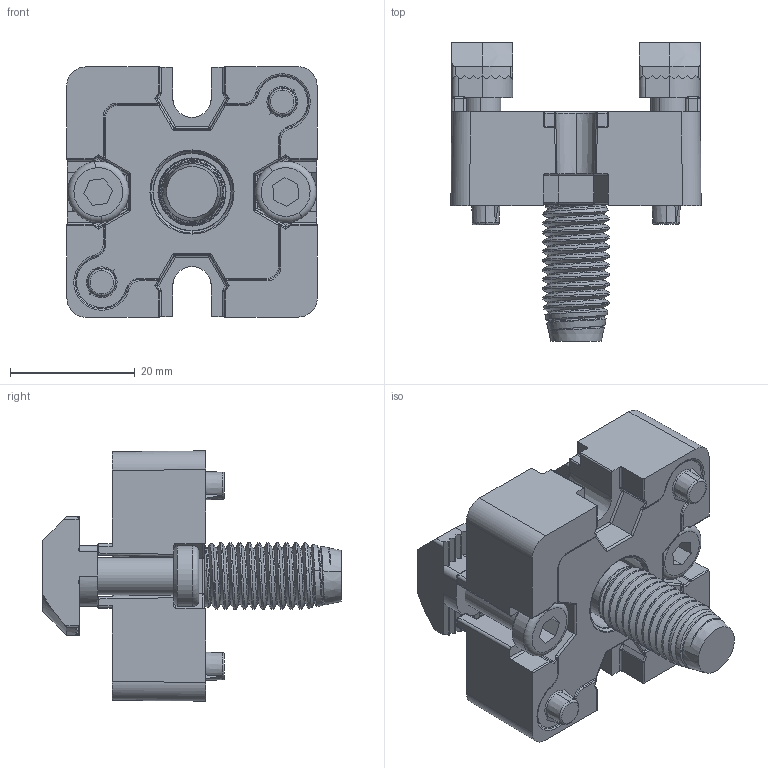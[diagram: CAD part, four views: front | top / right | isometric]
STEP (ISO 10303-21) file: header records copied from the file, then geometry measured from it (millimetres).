
FILE_DESCRIPTION (( 'STEP AP214' ), '1' );
FILE_NAME ('099EA40401012RS01.STEP', '2016-02-10T14:13:32', ( '' ), ( '' ), 'SwSTEP 2.0', 'SolidWorks 2016', '' );
FILE_SCHEMA (( 'AUTOMOTIVE_DESIGN' ));
Length unit declared in the file: millimetre
Products named in the file (5): 4DIN7984M0620M; 093s1230t_093 s12 30 t; 096h10430_096 h 10 6 30; 099EA40401012R_099EA40401012R; 099EA40401012RS01
Assembly tree (6 placements, depth 2):
  099EA40401012RS01
    099EA40401012R_099EA40401012R
    096h10430_096 h 10 6 30  x2
    093s1230t_093 s12 30 t
    4DIN7984M0620M  x2
Bounding box: 40.05 x 47.8 x 40.05 mm (x, y, z)
Volume: 21766.4 mm3; surface area: 12595.6 mm2
Topology: 6 solids, 6 shells, 973 faces, 2443 edges, 1455 vertices
Faces by surface type: cylinder 337, plane 278, bspline 143, torus 113, cone 82, sphere 20
Entity records: 32572 total; most frequent: CARTESIAN_POINT 12907, ORIENTED_EDGE 4326, DIRECTION 3789, EDGE_CURVE 2163, AXIS2_PLACEMENT_3D 1449, VERTEX_POINT 1299, EDGE_LOOP 898, VECTOR 891
